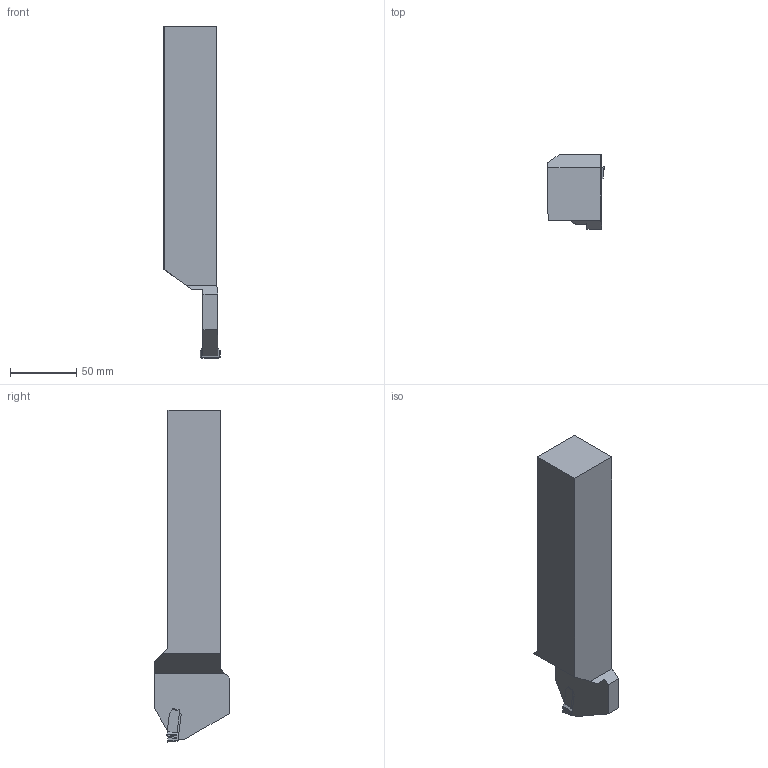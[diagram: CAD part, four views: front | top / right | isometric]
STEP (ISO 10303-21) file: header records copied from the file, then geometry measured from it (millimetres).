
FILE_DESCRIPTION(/* description */ (''),/* implementation_level */ '2;1');
FILE_NAME(/* name */ '1553153168947.stp',/* time_stamp */ '2019-03-21T12:56:27+05:00',/* author */ (''),/* organization */ ('SMS'),/* preprocessor_version */ 'ST-DEVELOPER v15',/* originating_system */ 'SIEMENS PLM Software NX 8.5',/* authorisation */ '');
FILE_SCHEMA (('AUTOMOTIVE_DESIGN { 1 0 10303 214 3 1 1 1 }'));
Length unit declared in the file: millimetre
Products named in the file (4): 201539480mod000_00; ASSEMBLY_CONSTRUCTION; 201712175mod000_00; 201712174mod000_00
Assembly tree (3 placements, depth 2):
  201712174mod000_00
    201712175mod000_00
    ASSEMBLY_CONSTRUCTION
    201539480mod000_00
Bounding box: 42.51 x 56.15 x 250 mm (x, y, z)
Volume: 338231.5 mm3; surface area: 41583.9 mm2
Topology: 2 solids, 2 shells, 79 faces, 222 edges, 153 vertices
Faces by surface type: plane 46, bspline 16, cylinder 15, extrusion 2
Entity records: 3252 total; most frequent: CARTESIAN_POINT 1234, ORIENTED_EDGE 442, DIRECTION 314, EDGE_CURVE 221, VERTEX_POINT 146, VECTOR 126, LINE 124, AXIS2_PLACEMENT_3D 94
